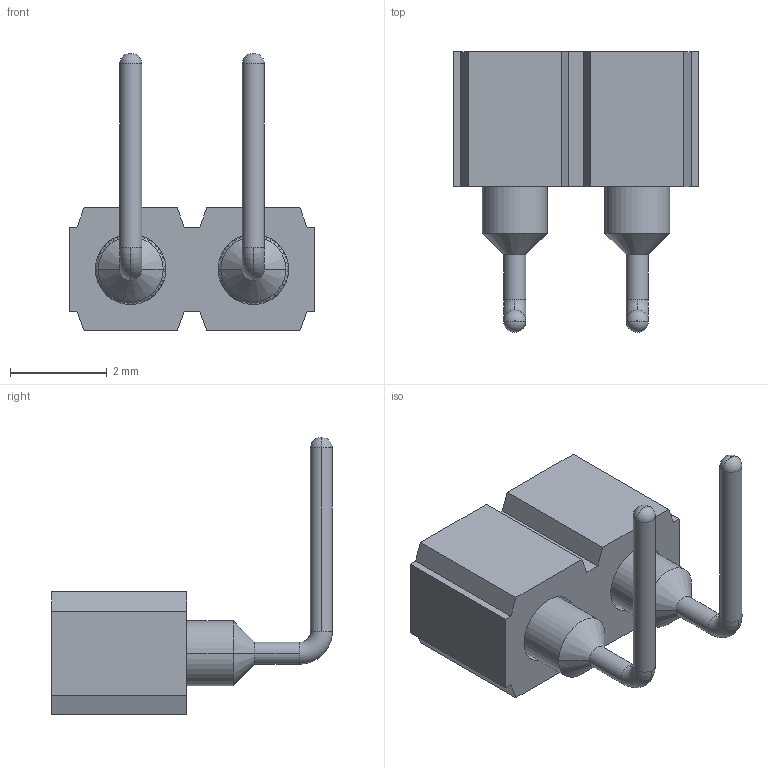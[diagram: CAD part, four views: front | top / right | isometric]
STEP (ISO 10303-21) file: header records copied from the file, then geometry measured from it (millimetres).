
FILE_DESCRIPTION (( 'STEP AP214' ), '1' );
FILE_NAME ('mill-max-399-10-102-10-008000.STEP', '2019-04-25T20:51:15', ( '' ), ( '' ), 'SwSTEP 2.0', 'SolidWorks 2019', '' );
FILE_SCHEMA (( 'AUTOMOTIVE_DESIGN' ));
Length unit declared in the file: inch
Products named in the file (3): mill-max-399-10-102-10-008000_1940BENT_default; mill-max-399-10-102-10-008000; mill-max-399-10-102-10-008000_P3XX-11-010-00-000000_P302-11-010-00-000000
Assembly tree (3 placements, depth 2):
  mill-max-399-10-102-10-008000
    mill-max-399-10-102-10-008000_P3XX-11-010-00-000000_P302-11-010-00-000000
    mill-max-399-10-102-10-008000_1940BENT_default  x2
Bounding box: 5.08 x 5.81 x 5.74 mm (x, y, z)
Volume: 38 mm3; surface area: 154.9 mm2
Topology: 3 solids, 3 shells, 444 faces, 1100 edges, 666 vertices
Faces by surface type: plane 306, cylinder 122, torus 8, cone 8
Entity records: 7207 total; most frequent: CARTESIAN_POINT 1473, ORIENTED_EDGE 1184, DIRECTION 1175, EDGE_CURVE 592, AXIS2_PLACEMENT_3D 431, VERTEX_POINT 361, VECTOR 313, LINE 313
